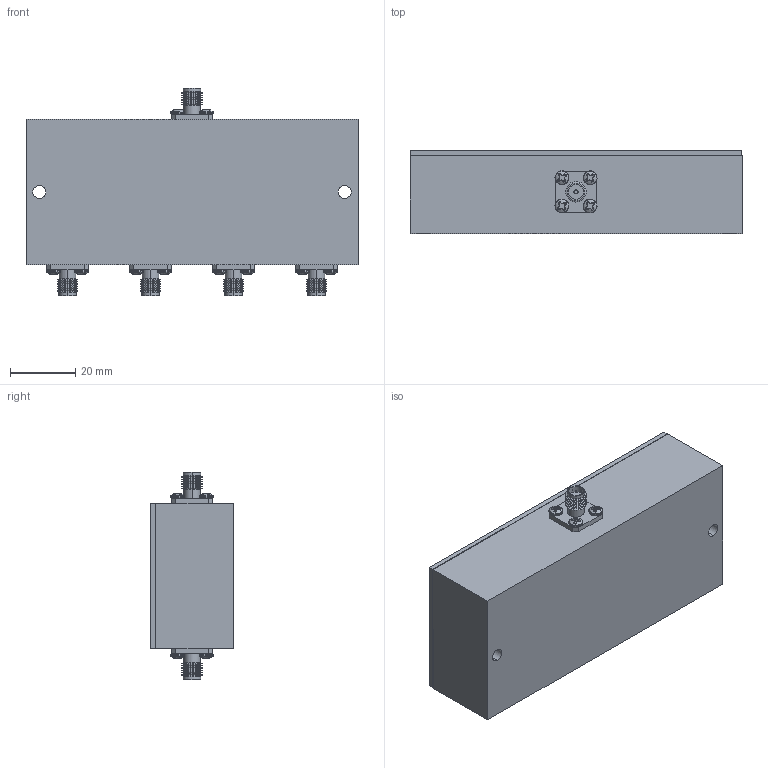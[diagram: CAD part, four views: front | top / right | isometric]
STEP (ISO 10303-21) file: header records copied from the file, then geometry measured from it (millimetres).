
FILE_DESCRIPTION (( 'STEP AP214' ), '1' );
FILE_NAME ('DM 401_C.STEP', '2022-07-28T18:06:28', ( '' ), ( '' ), 'SwSTEP 2.0', 'SolidWorks 2021', '' );
FILE_SCHEMA (( 'AUTOMOTIVE_DESIGN' ));
Length unit declared in the file: inch
Products named in the file (1): DM 401_C
Bounding box: 101.6 x 25.4 x 63.5 mm (x, y, z)
Volume: 116601.3 mm3; surface area: 32066.2 mm2
Topology: 27 solids, 27 shells, 2135 faces, 5592 edges, 3563 vertices
Faces by surface type: cylinder 962, plane 657, cone 380, torus 80, sphere 40, bspline 16
Entity records: 88759 total; most frequent: CARTESIAN_POINT 15103, DIRECTION 11514, ORIENTED_EDGE 11084, EDGE_CURVE 5542, AXIS2_PLACEMENT_3D 4534, VERTEX_POINT 3563, VECTOR 2446, LINE 2446
